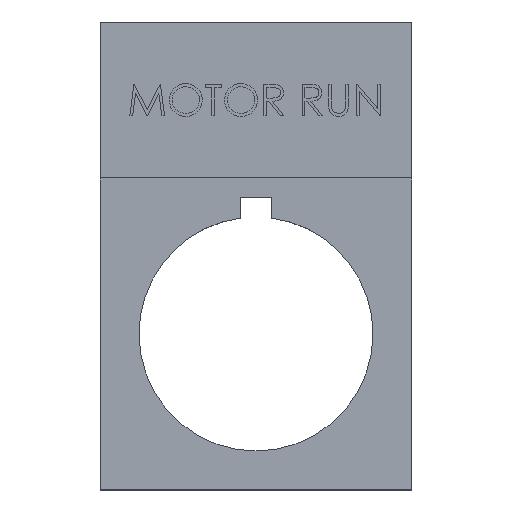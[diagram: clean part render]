
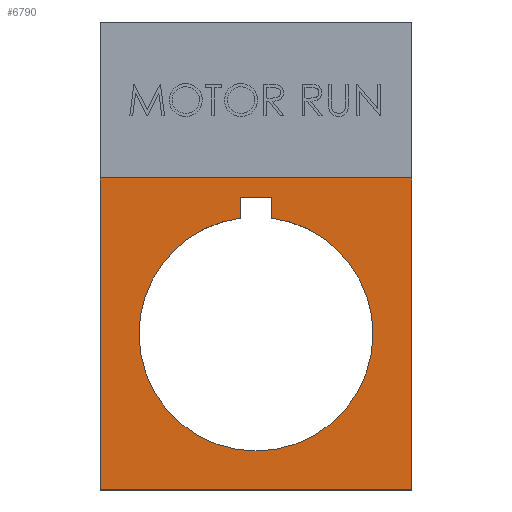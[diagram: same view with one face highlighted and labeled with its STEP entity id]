
A CAD part, top view. The second image highlights one B-rep face of the part: STEP entity #6790.
In plain terms, the highlighted planar face has unit normal (0, 0, 1).
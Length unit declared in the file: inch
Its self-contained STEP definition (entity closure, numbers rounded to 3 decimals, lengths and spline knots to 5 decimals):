
#181 = CARTESIAN_POINT ( 'NONE',  ( -0.05906, 0.5177, 0.01969 ) ) ;
#520 = ORIENTED_EDGE ( 'NONE', *, *, #4967, .T. ) ;
#560 = EDGE_CURVE ( 'NONE', #4025, #4990, #4104, .T. ) ;
#725 = DIRECTION ( 'NONE',  ( 0., 0., -1. ) ) ;
#824 = DIRECTION ( 'NONE',  ( 0., -1., 0. ) ) ;
#899 = CARTESIAN_POINT ( 'NONE',  ( 0.59055, 0.59055, 0.01969 ) ) ;
#1143 = LINE ( 'NONE', #7325, #6055 ) ;
#1283 = LINE ( 'NONE', #7073, #5090 ) ;
#1303 = CARTESIAN_POINT ( 'NONE',  ( 0.44291, 0., 0.01969 ) ) ;
#1306 = DIRECTION ( 'NONE',  ( 1., 0., 0. ) ) ;
#1491 = EDGE_CURVE ( 'NONE', #4099, #5015, #5153, .T. ) ;
#1664 = DIRECTION ( 'NONE',  ( 1., 0., 0. ) ) ;
#1857 = CARTESIAN_POINT ( 'NONE',  ( 0., 0., 0.01969 ) ) ;
#1906 = DIRECTION ( 'NONE',  ( 1., 0., 0. ) ) ;
#1918 = AXIS2_PLACEMENT_3D ( 'NONE', #3658, #725, #1906 ) ;
#1942 = VERTEX_POINT ( 'NONE', #6386 ) ;
#2161 = CARTESIAN_POINT ( 'NONE',  ( -0.59055, -0.59055, 0.01969 ) ) ;
#2252 = EDGE_CURVE ( 'NONE', #2844, #1942, #7470, .T. ) ;
#2423 = VECTOR ( 'NONE', #5650, 39.37008 ) ;
#2444 = CARTESIAN_POINT ( 'NONE',  ( 0., 0., 0.01969 ) ) ;
#2499 = DIRECTION ( 'NONE',  ( 1., 0., 0. ) ) ;
#2629 = AXIS2_PLACEMENT_3D ( 'NONE', #4066, #2855, #1664 ) ;
#2748 = VECTOR ( 'NONE', #5243, 39.37008 ) ;
#2844 = VERTEX_POINT ( 'NONE', #899 ) ;
#2855 = DIRECTION ( 'NONE',  ( 0., 0., 1. ) ) ;
#3364 = ORIENTED_EDGE ( 'NONE', *, *, #5255, .F. ) ;
#3465 = EDGE_CURVE ( 'NONE', #3616, #4025, #4656, .T. ) ;
#3512 = ORIENTED_EDGE ( 'NONE', *, *, #6297, .F. ) ;
#3616 = VERTEX_POINT ( 'NONE', #3620 ) ;
#3620 = CARTESIAN_POINT ( 'NONE',  ( -0.05906, 0.43896, 0.01969 ) ) ;
#3658 = CARTESIAN_POINT ( 'NONE',  ( 0., 0., 0.01969 ) ) ;
#3731 = CARTESIAN_POINT ( 'NONE',  ( -0.59055, 0.59055, 0.01969 ) ) ;
#3755 = ORIENTED_EDGE ( 'NONE', *, *, #5246, .T. ) ;
#3774 = FACE_BOUND ( 'NONE', #4532, .T. ) ;
#3806 = AXIS2_PLACEMENT_3D ( 'NONE', #2444, #5460, #2499 ) ;
#3818 = CARTESIAN_POINT ( 'NONE',  ( 0.59055, 0.59055, 0.01969 ) ) ;
#3837 = ORIENTED_EDGE ( 'NONE', *, *, #1491, .T. ) ;
#4025 = VERTEX_POINT ( 'NONE', #6609 ) ;
#4035 = LINE ( 'NONE', #5488, #2423 ) ;
#4066 = CARTESIAN_POINT ( 'NONE',  ( 0., 0.29528, 0.01969 ) ) ;
#4099 = VERTEX_POINT ( 'NONE', #4379 ) ;
#4104 = LINE ( 'NONE', #4219, #5674 ) ;
#4219 = CARTESIAN_POINT ( 'NONE',  ( 0.05906, 0.5177, 0.01969 ) ) ;
#4333 = CARTESIAN_POINT ( 'NONE',  ( -0.19685, 0.59055, 0.01969 ) ) ;
#4379 = CARTESIAN_POINT ( 'NONE',  ( 0.05906, 0.43896, 0.01969 ) ) ;
#4381 = VECTOR ( 'NONE', #7308, 39.37008 ) ;
#4510 = EDGE_LOOP ( 'NONE', ( #5167, #3512, #5569, #3364 ) ) ;
#4532 = EDGE_LOOP ( 'NONE', ( #6113, #3755, #3837, #520, #4802, #5201 ) ) ;
#4656 = LINE ( 'NONE', #181, #4381 ) ;
#4802 = ORIENTED_EDGE ( 'NONE', *, *, #6439, .T. ) ;
#4857 = CARTESIAN_POINT ( 'NONE',  ( -0.44291, 0., 0.01969 ) ) ;
#4967 = EDGE_CURVE ( 'NONE', #5015, #6478, #5970, .T. ) ;
#4990 = VERTEX_POINT ( 'NONE', #6656 ) ;
#5015 = VERTEX_POINT ( 'NONE', #1303 ) ;
#5076 = FACE_OUTER_BOUND ( 'NONE', #4510, .T. ) ;
#5090 = VECTOR ( 'NONE', #6525, 39.37008 ) ;
#5153 = CIRCLE ( 'NONE', #3806, 0.44291 ) ;
#5167 = ORIENTED_EDGE ( 'NONE', *, *, #6796, .F. ) ;
#5201 = ORIENTED_EDGE ( 'NONE', *, *, #3465, .T. ) ;
#5243 = DIRECTION ( 'NONE',  ( -1., 0., 0. ) ) ;
#5246 = EDGE_CURVE ( 'NONE', #4990, #4099, #1143, .T. ) ;
#5255 = EDGE_CURVE ( 'NONE', #5303, #1942, #4035, .T. ) ;
#5303 = VERTEX_POINT ( 'NONE', #2161 ) ;
#5460 = DIRECTION ( 'NONE',  ( 0., 0., -1. ) ) ;
#5488 = CARTESIAN_POINT ( 'NONE',  ( -0.59055, 1.1811, 0.01969 ) ) ;
#5535 = CARTESIAN_POINT ( 'NONE',  ( 0.59055, -0.59055, 0.01969 ) ) ;
#5569 = ORIENTED_EDGE ( 'NONE', *, *, #2252, .T. ) ;
#5650 = DIRECTION ( 'NONE',  ( 0., 1., 0. ) ) ;
#5674 = VECTOR ( 'NONE', #6940, 39.37008 ) ;
#5787 = PLANE ( 'NONE',  #2629 ) ;
#5970 = CIRCLE ( 'NONE', #1918, 0.44291 ) ;
#6018 = DIRECTION ( 'NONE',  ( 0., 0., -1. ) ) ;
#6055 = VECTOR ( 'NONE', #824, 39.37008 ) ;
#6077 = LINE ( 'NONE', #7662, #2748 ) ;
#6113 = ORIENTED_EDGE ( 'NONE', *, *, #560, .T. ) ;
#6297 = EDGE_CURVE ( 'NONE', #2844, #6738, #1283, .T. ) ;
#6386 = CARTESIAN_POINT ( 'NONE',  ( -0.59055, 0.59055, 0.01969 ) ) ;
#6439 = EDGE_CURVE ( 'NONE', #6478, #3616, #6740, .T. ) ;
#6478 = VERTEX_POINT ( 'NONE', #4857 ) ;
#6525 = DIRECTION ( 'NONE',  ( 0., -1., 0. ) ) ;
#6609 = CARTESIAN_POINT ( 'NONE',  ( -0.05906, 0.5177, 0.01969 ) ) ;
#6656 = CARTESIAN_POINT ( 'NONE',  ( 0.05906, 0.5177, 0.01969 ) ) ;
#6738 = VERTEX_POINT ( 'NONE', #5535 ) ;
#6740 = CIRCLE ( 'NONE', #7598, 0.44291 ) ;
#6758 = CARTESIAN_POINT ( 'NONE',  ( 0.19685, 0.59055, 0.01969 ) ) ;
#6790 = ADVANCED_FACE ( 'NONE', ( #3774, #5076 ), #5787, .T. ) ;
#6796 = EDGE_CURVE ( 'NONE', #6738, #5303, #6077, .T. ) ;
#6940 = DIRECTION ( 'NONE',  ( 1., 0., 0. ) ) ;
#7073 = CARTESIAN_POINT ( 'NONE',  ( 0.59055, -0.59055, 0.01969 ) ) ;
#7308 = DIRECTION ( 'NONE',  ( 0., 1., 0. ) ) ;
#7325 = CARTESIAN_POINT ( 'NONE',  ( 0.05906, 0.43896, 0.01969 ) ) ;
#7470 = B_SPLINE_CURVE_WITH_KNOTS ( 'NONE', 3,
 ( #3818, #6758, #4333, #3731 ),
 .UNSPECIFIED., .F., .F.,
 ( 4, 4 ),
 ( 0., 1. ),
 .UNSPECIFIED. ) ;
#7598 = AXIS2_PLACEMENT_3D ( 'NONE', #1857, #6018, #1306 ) ;
#7662 = CARTESIAN_POINT ( 'NONE',  ( -0.59055, -0.59055, 0.01969 ) ) ;
